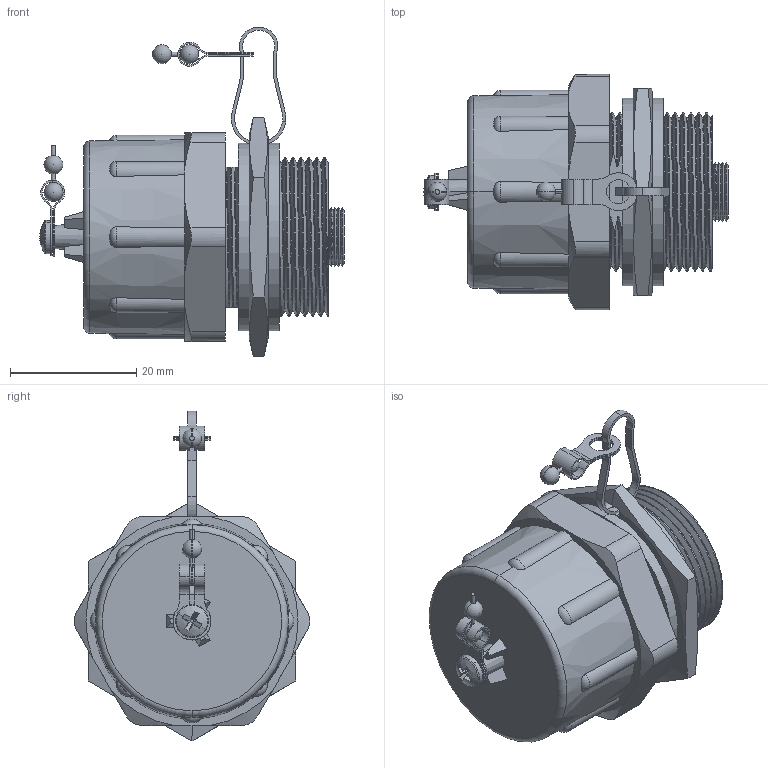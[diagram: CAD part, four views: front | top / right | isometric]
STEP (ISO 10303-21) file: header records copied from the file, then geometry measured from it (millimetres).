
FILE_DESCRIPTION (( 'STEP AP214' ), '1' );
FILE_NAME ('PEAD1265-3D.STEP', '2021-05-04T16:48:49', ( '' ), ( '' ), 'SwSTEP 2.0', 'SolidWorks 2020', '' );
FILE_SCHEMA (( 'AUTOMOTIVE_DESIGN' ));
Length unit declared in the file: inch
Products named in the file (10): WPUSB-CVR-MA4; BA330A; V7C00021-MA1; V7C00021-MA4; V7C00021-MA2; PEAD1265-3D; V7C00021-MA7; V7C00021-MA6; SP9392-MA3; WPUSB-CVR-MA2_Closed
Assembly tree (15 placements, depth 2):
  PEAD1265-3D
    V7C00021-MA1
    V7C00021-MA4  x2
    V7C00021-MA2
    V7C00021-MA6
    WPUSB-CVR-MA2_Closed  x2
    WPUSB-CVR-MA4
    V7C00021-MA7
    SP9392-MA3  x4
    BA330A  x2
Bounding box: 48.19 x 37.27 x 52.26 mm (x, y, z)
Volume: 18782.4 mm3; surface area: 17769.4 mm2
Topology: 15 solids, 15 shells, 822 faces, 2053 edges, 1268 vertices
Faces by surface type: cone 397, cylinder 203, plane 132, bspline 60, torus 20, sphere 10
Entity records: 67948 total; most frequent: CARTESIAN_POINT 54436, ORIENTED_EDGE 2748, DIRECTION 2459, EDGE_CURVE 1374, AXIS2_PLACEMENT_3D 995, VERTEX_POINT 860, EDGE_LOOP 566, ADVANCED_FACE 542
